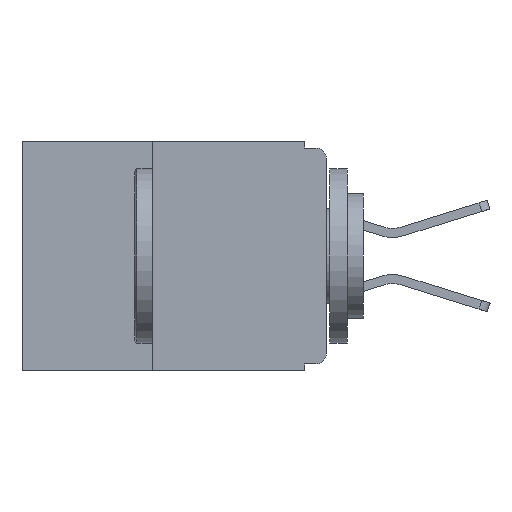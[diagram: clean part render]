
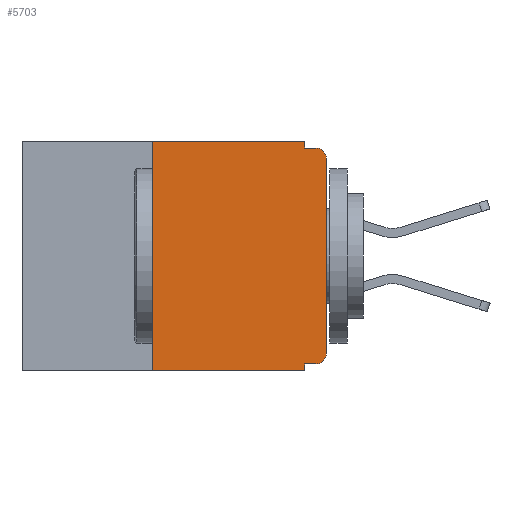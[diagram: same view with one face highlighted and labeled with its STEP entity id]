
A CAD part, left-side view. The second image highlights one B-rep face of the part: STEP entity #5703.
In plain terms, the highlighted planar face has unit normal (-1, 0, 0).
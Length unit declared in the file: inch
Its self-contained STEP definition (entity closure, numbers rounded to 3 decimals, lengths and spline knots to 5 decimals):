
#9 = LINE ( 'NONE', #6609, #108 ) ;
#108 = VECTOR ( 'NONE', #6194, 39.37008 ) ;
#314 = VERTEX_POINT ( 'NONE', #1729 ) ;
#344 = CARTESIAN_POINT ( 'NONE',  ( 0., 0.015, -0.32 ) ) ;
#1020 = EDGE_CURVE ( 'NONE', #11015, #314, #12181, .T. ) ;
#1206 = EDGE_CURVE ( 'NONE', #3216, #2747, #10625, .T. ) ;
#1285 = CARTESIAN_POINT ( 'NONE',  ( 0., 0.25, 0. ) ) ;
#1729 = CARTESIAN_POINT ( 'NONE',  ( 0., 0.031, -0.32 ) ) ;
#2002 = VERTEX_POINT ( 'NONE', #8439 ) ;
#2183 = VECTOR ( 'NONE', #7373, 39.37008 ) ;
#2213 = LINE ( 'NONE', #6126, #2183 ) ;
#2217 = EDGE_CURVE ( 'NONE', #10902, #3216, #6633, .T. ) ;
#2588 = CARTESIAN_POINT ( 'NONE',  ( 0., 0., -0.32 ) ) ;
#2747 = VERTEX_POINT ( 'NONE', #9115 ) ;
#3018 = EDGE_CURVE ( 'NONE', #2002, #6670, #3438, .T. ) ;
#3197 = VECTOR ( 'NONE', #3778, 39.37008 ) ;
#3216 = VERTEX_POINT ( 'NONE', #10774 ) ;
#3291 = EDGE_CURVE ( 'NONE', #6709, #10902, #2213, .T. ) ;
#3438 = LINE ( 'NONE', #4215, #3197 ) ;
#3778 = DIRECTION ( 'NONE',  ( 0., 0., 1. ) ) ;
#4215 = CARTESIAN_POINT ( 'NONE',  ( 0., 0., 0. ) ) ;
#4328 = VECTOR ( 'NONE', #8068, 39.37008 ) ;
#4448 = LINE ( 'NONE', #6853, #4328 ) ;
#4752 = EDGE_LOOP ( 'NONE', ( #6352, #6388, #6404, #6416, #6436, #6501, #6561, #6583, #6586, #6651 ) ) ;
#4971 = VERTEX_POINT ( 'NONE', #8107 ) ;
#5336 = VERTEX_POINT ( 'NONE', #9914 ) ;
#5424 = DIRECTION ( 'NONE',  ( 0., 1., 0. ) ) ;
#5703 = ADVANCED_FACE ( 'NONE', ( #11521 ), #12202, .F. ) ;
#5992 = EDGE_CURVE ( 'NONE', #314, #5336, #10069, .T. ) ;
#6126 = CARTESIAN_POINT ( 'NONE',  ( 0., 0.25, -0.33 ) ) ;
#6194 = DIRECTION ( 'NONE',  ( 0., -1., 0. ) ) ;
#6352 = ORIENTED_EDGE ( 'NONE', *, *, #3018, .T. ) ;
#6388 = ORIENTED_EDGE ( 'NONE', *, *, #9925, .T. ) ;
#6404 = ORIENTED_EDGE ( 'NONE', *, *, #8254, .F. ) ;
#6416 = ORIENTED_EDGE ( 'NONE', *, *, #1206, .F. ) ;
#6436 = ORIENTED_EDGE ( 'NONE', *, *, #2217, .F. ) ;
#6501 = ORIENTED_EDGE ( 'NONE', *, *, #3291, .F. ) ;
#6561 = ORIENTED_EDGE ( 'NONE', *, *, #11337, .T. ) ;
#6583 = ORIENTED_EDGE ( 'NONE', *, *, #5992, .F. ) ;
#6586 = ORIENTED_EDGE ( 'NONE', *, *, #1020, .F. ) ;
#6609 = CARTESIAN_POINT ( 'NONE',  ( 0., 0., -0.01 ) ) ;
#6633 = LINE ( 'NONE', #11186, #6673 ) ;
#6651 = ORIENTED_EDGE ( 'NONE', *, *, #8430, .T. ) ;
#6670 = VERTEX_POINT ( 'NONE', #11995 ) ;
#6673 = VECTOR ( 'NONE', #11062, 39.37008 ) ;
#6709 = VERTEX_POINT ( 'NONE', #10918 ) ;
#6853 = CARTESIAN_POINT ( 'NONE',  ( 0., 0.437, -0.33 ) ) ;
#7215 = AXIS2_PLACEMENT_3D ( 'NONE', #11284, #11264, #11246 ) ;
#7373 = DIRECTION ( 'NONE',  ( 0., 0., 1. ) ) ;
#7437 = CARTESIAN_POINT ( 'NONE',  ( 0., 0.031, 0. ) ) ;
#8068 = DIRECTION ( 'NONE',  ( 0., -1., 0. ) ) ;
#8107 = CARTESIAN_POINT ( 'NONE',  ( 0., 0.015, -0.01 ) ) ;
#8254 = EDGE_CURVE ( 'NONE', #2747, #4971, #9, .T. ) ;
#8266 = AXIS2_PLACEMENT_3D ( 'NONE', #11538, #12130, #11454 ) ;
#8430 = EDGE_CURVE ( 'NONE', #11015, #2002, #12251, .T. ) ;
#8439 = CARTESIAN_POINT ( 'NONE',  ( 0., 0., -0.305 ) ) ;
#8713 = CIRCLE ( 'NONE', #9640, 0.015 ) ;
#9115 = CARTESIAN_POINT ( 'NONE',  ( 0., 0.031, -0.01 ) ) ;
#9222 = DIRECTION ( 'NONE',  ( 0., 0., -1. ) ) ;
#9238 = DIRECTION ( 'NONE',  ( -1., 0., 0. ) ) ;
#9253 = CARTESIAN_POINT ( 'NONE',  ( 0., 0.015, -0.025 ) ) ;
#9568 = CARTESIAN_POINT ( 'NONE',  ( 0., 0.031, -0.33 ) ) ;
#9584 = DIRECTION ( 'NONE',  ( 0., 0., -1. ) ) ;
#9640 = AXIS2_PLACEMENT_3D ( 'NONE', #9253, #9238, #9222 ) ;
#9914 = CARTESIAN_POINT ( 'NONE',  ( 0., 0.031, -0.33 ) ) ;
#9925 = EDGE_CURVE ( 'NONE', #6670, #4971, #8713, .T. ) ;
#10069 = LINE ( 'NONE', #9568, #10143 ) ;
#10143 = VECTOR ( 'NONE', #9584, 39.37008 ) ;
#10488 = VECTOR ( 'NONE', #11515, 39.37008 ) ;
#10625 = LINE ( 'NONE', #7437, #10488 ) ;
#10774 = CARTESIAN_POINT ( 'NONE',  ( 0., 0.031, 0. ) ) ;
#10902 = VERTEX_POINT ( 'NONE', #1285 ) ;
#10918 = CARTESIAN_POINT ( 'NONE',  ( 0., 0.25, -0.33 ) ) ;
#11015 = VERTEX_POINT ( 'NONE', #344 ) ;
#11062 = DIRECTION ( 'NONE',  ( 0., -1., 0. ) ) ;
#11186 = CARTESIAN_POINT ( 'NONE',  ( 0., 0.437, 0. ) ) ;
#11246 = DIRECTION ( 'NONE',  ( 0., 0., -1. ) ) ;
#11264 = DIRECTION ( 'NONE',  ( -1., 0., 0. ) ) ;
#11284 = CARTESIAN_POINT ( 'NONE',  ( 0., 0.015, -0.305 ) ) ;
#11337 = EDGE_CURVE ( 'NONE', #6709, #5336, #4448, .T. ) ;
#11454 = DIRECTION ( 'NONE',  ( 0., 0., -1. ) ) ;
#11515 = DIRECTION ( 'NONE',  ( 0., 0., -1. ) ) ;
#11521 = FACE_OUTER_BOUND ( 'NONE', #4752, .T. ) ;
#11538 = CARTESIAN_POINT ( 'NONE',  ( 0., 0.437, 0. ) ) ;
#11995 = CARTESIAN_POINT ( 'NONE',  ( 0., 0., -0.025 ) ) ;
#12130 = DIRECTION ( 'NONE',  ( 1., 0., 0. ) ) ;
#12181 = LINE ( 'NONE', #2588, #12231 ) ;
#12202 = PLANE ( 'NONE',  #8266 ) ;
#12231 = VECTOR ( 'NONE', #5424, 39.37008 ) ;
#12251 = CIRCLE ( 'NONE', #7215, 0.015 ) ;
